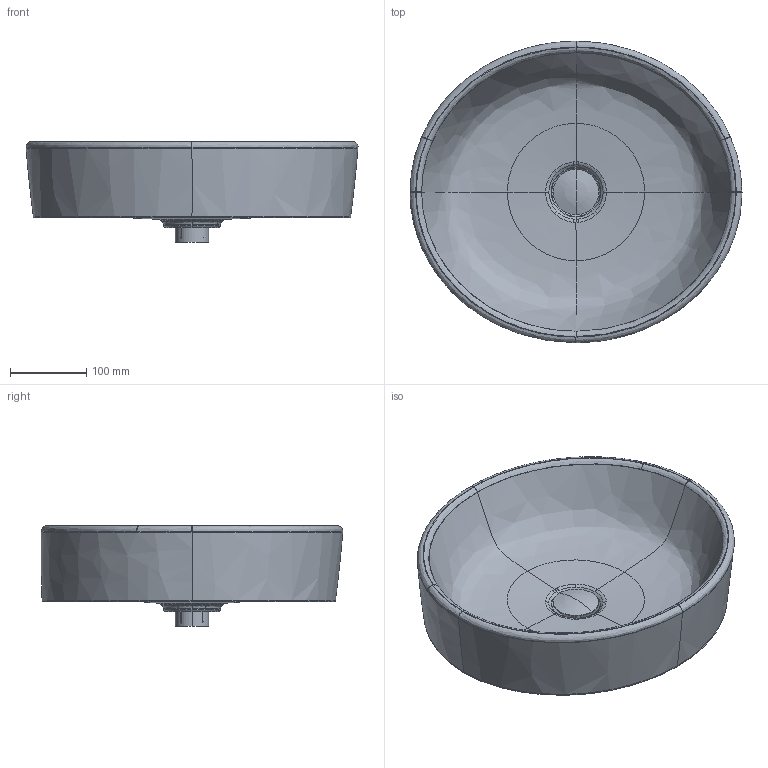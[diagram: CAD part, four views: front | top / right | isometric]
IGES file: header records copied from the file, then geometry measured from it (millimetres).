
Global section: file name: No Iges File Name specified; native system: Autodesk Inventor 2011; preprocessor: AutoDesk Inventor Iges Exporter R2011; author: Administrator; date: 20130710.145947; units: millimetre
Bounding box: 436.68 x 396.73 x 132.59 mm (x, y, z)
Volume: 4665821 mm3; surface area: 468547.8 mm2
Topology: 3 solids, 3 shells, 188 faces, 521 edges, 336 vertices
Faces by surface type: bspline 112, plane 40, revolution 12, cylinder 12, cone 6, torus 6
